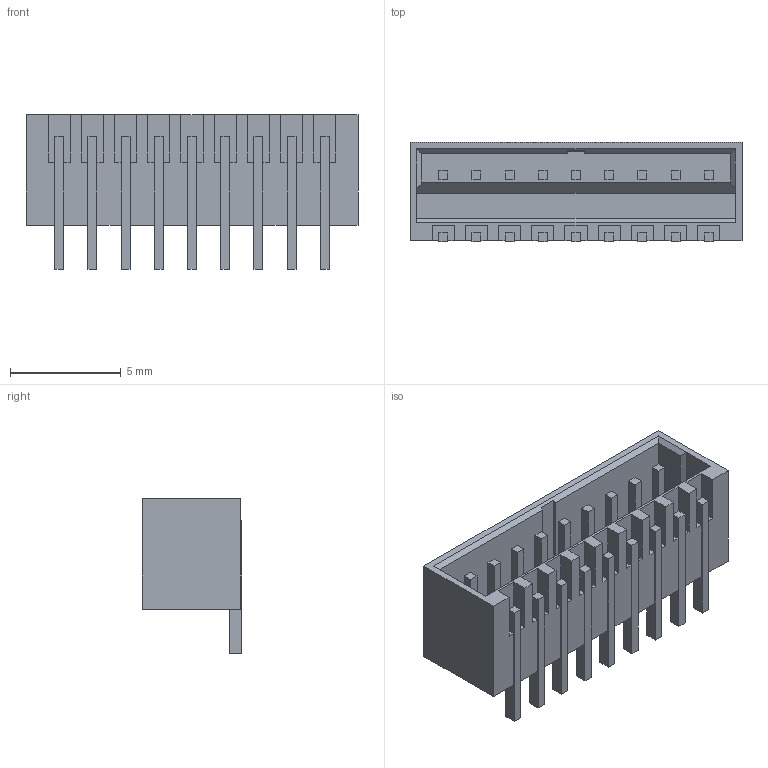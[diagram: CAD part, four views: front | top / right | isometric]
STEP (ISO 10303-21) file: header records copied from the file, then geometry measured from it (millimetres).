
FILE_DESCRIPTION(('STEP AP242'),'1');
FILE_NAME('5-1775444-9.stp','2024-07-16T15:00:57',('TraceParts'),('TraceParts S.A.'),'Spatial InterOp 3D',' ',' ');
FILE_SCHEMA(('AP242_MANAGED_MODEL_BASED_3D_ENGINEERING_MIM_LF {1 0 10303 442 1 1 4}'));
Length unit declared in the file: millimetre
Products named in the file (1): 5-1775444-9
Bounding box: 15 x 4.5 x 7 mm (x, y, z)
Volume: 183.2 mm3; surface area: 568.7 mm2
Topology: 1 solids, 1 shells, 178 faces, 494 edges, 328 vertices
Faces by surface type: plane 178
Entity records: 5581 total; most frequent: CARTESIAN_POINT 1001, ORIENTED_EDGE 988, DIRECTION 852, EDGE_CURVE 494, LINE 494, VECTOR 494, VERTEX_POINT 328, EDGE_LOOP 188
